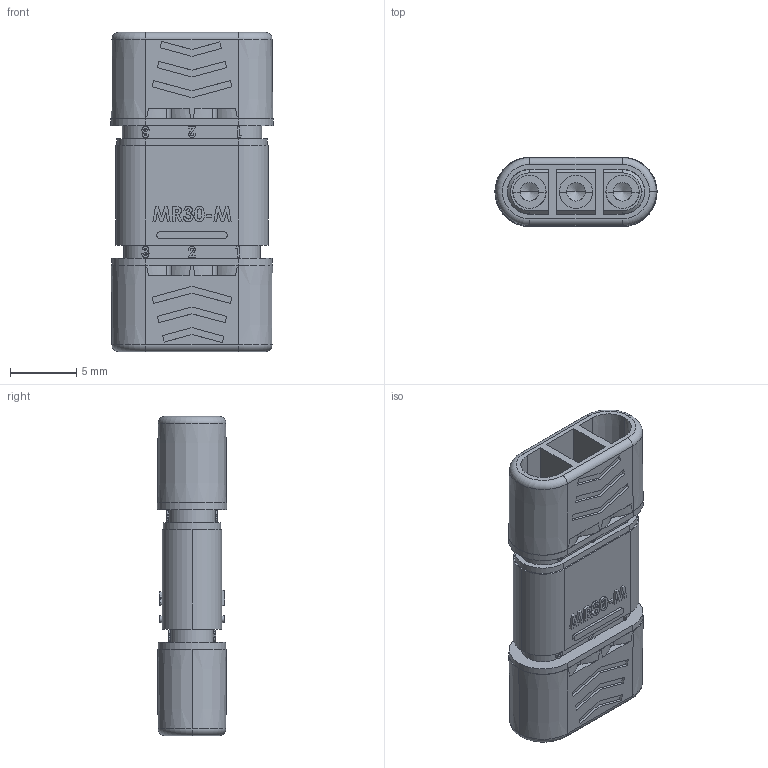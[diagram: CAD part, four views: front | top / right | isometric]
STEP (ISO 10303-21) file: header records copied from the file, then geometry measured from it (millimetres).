
FILE_DESCRIPTION (( 'STEP AP214' ), '1' );
FILE_NAME ('ASM, Amass MR30 mated pair.STEP', '2018-11-11T20:27:22', ( '' ), ( '' ), 'SwSTEP 2.0', 'SolidWorks 2017', '' );
FILE_SCHEMA (( 'AUTOMOTIVE_DESIGN' ));
Length unit declared in the file: millimetre
Products named in the file (6): ASM, Amass MR30-M with Shroud; ASM, Amass MR30 mated pair; ASM, Amass MR30-FB with Shroud; Amass MR30-shroud_default; Amass MR30-M_default; Amass MR30-FB_default
Assembly tree (6 placements, depth 3):
  ASM, Amass MR30 mated pair
    ASM, Amass MR30-M with Shroud
      Amass MR30-M_default
      Amass MR30-shroud_default
    ASM, Amass MR30-FB with Shroud
      Amass MR30-FB_default
      Amass MR30-shroud_default
Bounding box: 12.2 x 5.2 x 24 mm (x, y, z)
Volume: 880.6 mm3; surface area: 3110.6 mm2
Topology: 10 solids, 10 shells, 793 faces, 2108 edges, 1377 vertices
Faces by surface type: plane 420, cylinder 176, bspline 143, cone 36, sphere 12, torus 6
Entity records: 29836 total; most frequent: CARTESIAN_POINT 12214, ORIENTED_EDGE 3644, DIRECTION 2974, EDGE_CURVE 1822, VERTEX_POINT 1204, LINE 1098, VECTOR 1098, AXIS2_PLACEMENT_3D 938
